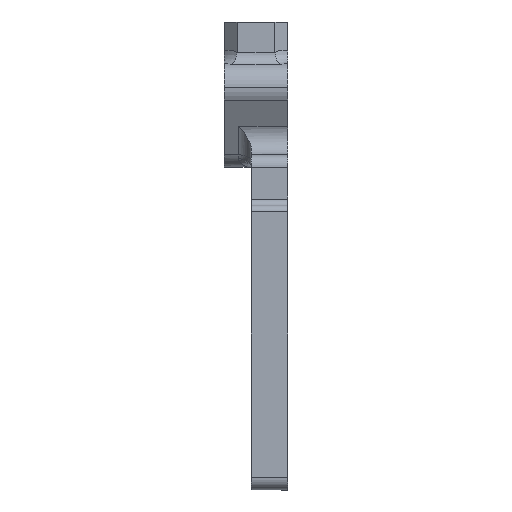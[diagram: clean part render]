
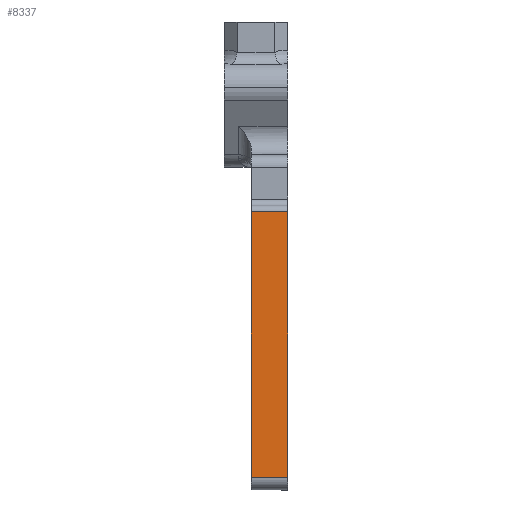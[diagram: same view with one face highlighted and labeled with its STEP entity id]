
A CAD part, left-side view. The second image highlights one B-rep face of the part: STEP entity #8337.
In plain terms, the highlighted planar face has unit normal (-1, 0, 0).
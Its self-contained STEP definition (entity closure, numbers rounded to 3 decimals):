
#806 = AXIS2_PLACEMENT_3D ( 'NONE', #4913, #4924, #4926 ) ;
#1047 = EDGE_CURVE ( 'NONE', #9450, #9480, #6959, .T. ) ;
#1048 = EDGE_CURVE ( 'NONE', #9450, #9451, #6964, .T. ) ;
#1049 = EDGE_CURVE ( 'NONE', #9481, #9451, #6967, .T. ) ;
#2914 = CARTESIAN_POINT ( 'NONE',  ( -32.799, 54.775, -127.517 ) ) ;
#2916 = CARTESIAN_POINT ( 'NONE',  ( -32.799, 54.775, -85.477 ) ) ;
#2974 = CARTESIAN_POINT ( 'NONE',  ( -32.799, 49.025, -127.517 ) ) ;
#2976 = CARTESIAN_POINT ( 'NONE',  ( -32.799, 49.025, -85.477 ) ) ;
#3593 = CARTESIAN_POINT ( 'NONE',  ( -32.799, 49.025, -84.477 ) ) ;
#3596 = DIRECTION ( 'NONE',  ( 0., 0., -1. ) ) ;
#4910 = PLANE ( 'NONE',  #806 ) ;
#4913 = CARTESIAN_POINT ( 'NONE',  ( -32.799, 51.025, -84.477 ) ) ;
#4924 = DIRECTION ( 'NONE',  ( -1., 0., 0. ) ) ;
#4926 = DIRECTION ( 'NONE',  ( 0., 0., 1. ) ) ;
#5614 = DIRECTION ( 'NONE',  ( 0., -1., 0. ) ) ;
#5621 = CARTESIAN_POINT ( 'NONE',  ( -32.799, 54.775, -129.517 ) ) ;
#5623 = CARTESIAN_POINT ( 'NONE',  ( -32.799, 51.025, -127.517 ) ) ;
#5628 = DIRECTION ( 'NONE',  ( 0., 0., 1. ) ) ;
#5629 = CARTESIAN_POINT ( 'NONE',  ( -32.799, 51.025, -85.477 ) ) ;
#5630 = DIRECTION ( 'NONE',  ( 0., 1., 0. ) ) ;
#6959 = LINE ( 'NONE', #5623, #6966 ) ;
#6964 = LINE ( 'NONE', #5621, #6968 ) ;
#6966 = VECTOR ( 'NONE', #5614, 1000. ) ;
#6967 = LINE ( 'NONE', #5629, #6970 ) ;
#6968 = VECTOR ( 'NONE', #5628, 1000. ) ;
#6970 = VECTOR ( 'NONE', #5630, 1000. ) ;
#7147 = LINE ( 'NONE', #3593, #7149 ) ;
#7149 = VECTOR ( 'NONE', #3596, 1000. ) ;
#7239 = FACE_OUTER_BOUND ( 'NONE', #8958, .T. ) ;
#8257 = EDGE_CURVE ( 'NONE', #9481, #9480, #7147, .T. ) ;
#8337 = ADVANCED_FACE ( 'NONE', ( #7239 ), #4910, .T. ) ;
#8958 = EDGE_LOOP ( 'NONE', ( #9542, #9540, #9539, #9073 ) ) ;
#9073 = ORIENTED_EDGE ( 'NONE', *, *, #1047, .T. ) ;
#9450 = VERTEX_POINT ( 'NONE', #2914 ) ;
#9451 = VERTEX_POINT ( 'NONE', #2916 ) ;
#9480 = VERTEX_POINT ( 'NONE', #2974 ) ;
#9481 = VERTEX_POINT ( 'NONE', #2976 ) ;
#9539 = ORIENTED_EDGE ( 'NONE', *, *, #1048, .F. ) ;
#9540 = ORIENTED_EDGE ( 'NONE', *, *, #1049, .T. ) ;
#9542 = ORIENTED_EDGE ( 'NONE', *, *, #8257, .F. ) ;
